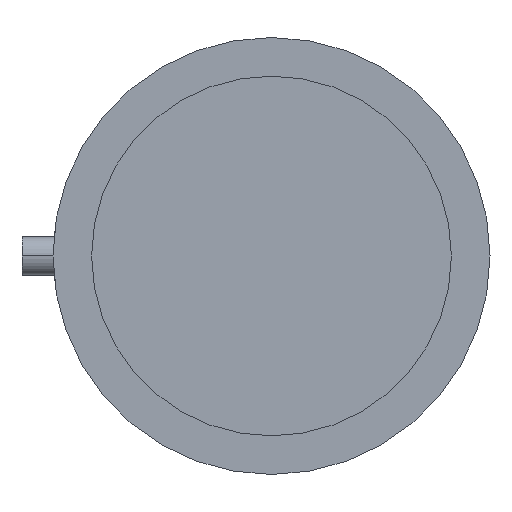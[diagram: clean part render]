
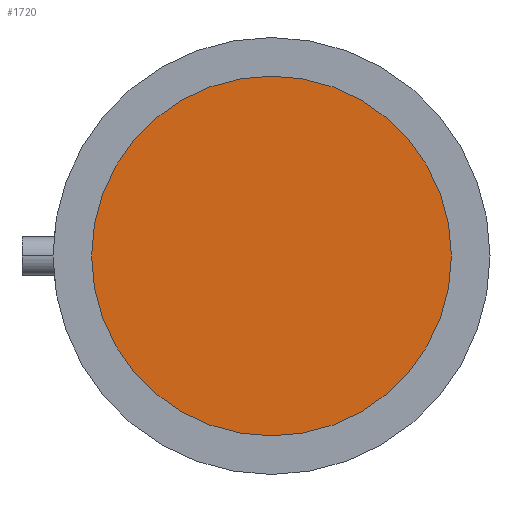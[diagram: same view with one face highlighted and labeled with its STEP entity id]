
A CAD part, front view. The second image highlights one B-rep face of the part: STEP entity #1720.
In plain terms, the highlighted planar face has unit normal (0, -1, 0).
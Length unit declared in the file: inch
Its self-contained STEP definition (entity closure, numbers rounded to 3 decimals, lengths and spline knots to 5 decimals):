
#38 = DIRECTION ( 'NONE',  ( 0., 1., 0. ) ) ;
#46 = DIRECTION ( 'NONE',  ( 0., 0., 1. ) ) ;
#81 = ORIENTED_EDGE ( 'NONE', *, *, #195, .F. ) ;
#86 = CARTESIAN_POINT ( 'NONE',  ( 0., -5.4465, 0. ) ) ;
#115 = DIRECTION ( 'NONE',  ( 0., 1., 0. ) ) ;
#151 = CARTESIAN_POINT ( 'NONE',  ( 0., -5.4465, -2.5625 ) ) ;
#195 = EDGE_CURVE ( 'NONE', #1623, #198, #356, .T. ) ;
#198 = VERTEX_POINT ( 'NONE', #409 ) ;
#356 = CIRCLE ( 'NONE', #1760, 2.5625 ) ;
#357 = EDGE_LOOP ( 'NONE', ( #1017, #81 ) ) ;
#409 = CARTESIAN_POINT ( 'NONE',  ( 0., -5.4465, 2.5625 ) ) ;
#595 = AXIS2_PLACEMENT_3D ( 'NONE', #1086, #38, #917 ) ;
#783 = AXIS2_PLACEMENT_3D ( 'NONE', #86, #1391, #46 ) ;
#917 = DIRECTION ( 'NONE',  ( 0., 0., 1. ) ) ;
#974 = CIRCLE ( 'NONE', #783, 2.5625 ) ;
#1002 = CARTESIAN_POINT ( 'NONE',  ( 0., -5.4465, 0. ) ) ;
#1017 = ORIENTED_EDGE ( 'NONE', *, *, #1780, .F. ) ;
#1024 = FACE_OUTER_BOUND ( 'NONE', #357, .T. ) ;
#1080 = PLANE ( 'NONE',  #595 ) ;
#1086 = CARTESIAN_POINT ( 'NONE',  ( 2.5625, -5.4465, 0. ) ) ;
#1158 = DIRECTION ( 'NONE',  ( 0., 0., 1. ) ) ;
#1391 = DIRECTION ( 'NONE',  ( 0., 1., 0. ) ) ;
#1623 = VERTEX_POINT ( 'NONE', #151 ) ;
#1720 = ADVANCED_FACE ( 'NONE', ( #1024 ), #1080, .F. ) ;
#1760 = AXIS2_PLACEMENT_3D ( 'NONE', #1002, #115, #1158 ) ;
#1780 = EDGE_CURVE ( 'NONE', #198, #1623, #974, .T. ) ;
